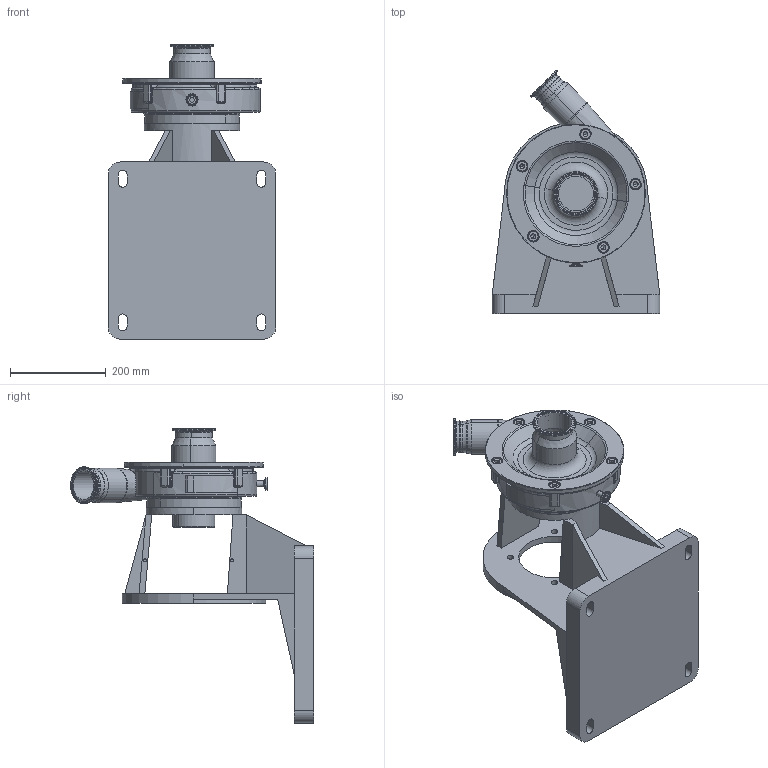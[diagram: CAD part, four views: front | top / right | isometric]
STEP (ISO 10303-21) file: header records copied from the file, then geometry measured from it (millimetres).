
FILE_DESCRIPTION (( 'STEP AP214' ), '1' );
FILE_NAME ('FP 3542 250TC 45L 1-2 In STR DRAIN.STEP', '2023-02-17T17:13:15', ( '' ), ( '' ), 'SwSTEP 2.0', 'SolidWorks 2021', '' );
FILE_SCHEMA (( 'AUTOMOTIVE_DESIGN' ));
Length unit declared in the file: millimetre
Products named in the file (1): FP 3542 250TC 45L 1-2 In STR DRAIN
Bounding box: 350 x 507.92 x 614.5 mm (x, y, z)
Volume: 14150520.6 mm3; surface area: 1069712.4 mm2
Topology: 1 solids, 6 shells, 617 faces, 1463 edges, 845 vertices
Faces by surface type: cylinder 201, plane 115, torus 102, cone 99, bspline 75, sphere 25
Entity records: 21023 total; most frequent: CARTESIAN_POINT 7016, DIRECTION 3101, ORIENTED_EDGE 2820, EDGE_CURVE 1410, AXIS2_PLACEMENT_3D 1318, VERTEX_POINT 843, CIRCLE 775, EDGE_LOOP 687
